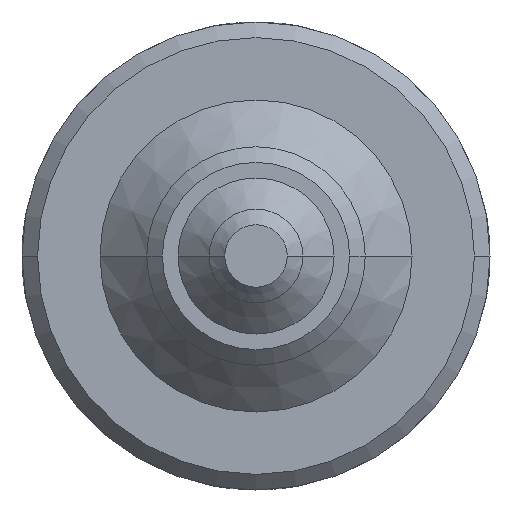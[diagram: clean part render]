
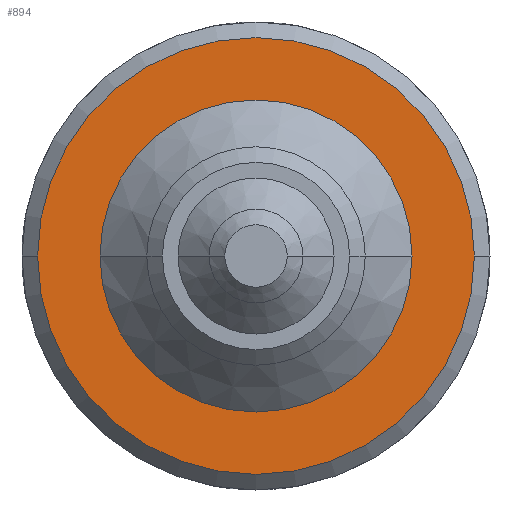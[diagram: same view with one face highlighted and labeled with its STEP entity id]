
A CAD part, front view. The second image highlights one B-rep face of the part: STEP entity #894.
In plain terms, the highlighted planar face has unit normal (0, -1, 0).
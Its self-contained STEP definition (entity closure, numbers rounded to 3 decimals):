
#1=CARTESIAN_POINT('',(0.,0.,0.));
#2=DIRECTION('',(0.,-1.,0.));
#3=DIRECTION('',(1.,0.,0.));
#4=AXIS2_PLACEMENT_3D('',#1,#2,#3);
#6=CARTESIAN_POINT('',(0.,0.,0.));
#7=DIRECTION('',(0.,-1.,0.));
#8=DIRECTION('',(-1.,0.,0.));
#9=AXIS2_PLACEMENT_3D('',#6,#7,#8);
#11=CARTESIAN_POINT('',(0.,0.,0.));
#12=DIRECTION('',(0.,-1.,0.));
#13=DIRECTION('',(-1.,0.,0.));
#14=AXIS2_PLACEMENT_3D('',#11,#12,#13);
#16=CARTESIAN_POINT('',(0.,0.,0.));
#17=DIRECTION('',(0.,-1.,0.));
#18=DIRECTION('',(1.,0.,0.));
#19=AXIS2_PLACEMENT_3D('',#16,#17,#18);
#845=CARTESIAN_POINT('',(10.,0.,0.));
#846=CARTESIAN_POINT('',(-10.,0.,0.));
#847=VERTEX_POINT('',#845);
#848=VERTEX_POINT('',#846);
#853=CARTESIAN_POINT('',(-14.,0.,0.));
#854=CARTESIAN_POINT('',(14.,0.,0.));
#855=VERTEX_POINT('',#853);
#856=VERTEX_POINT('',#854);
#877=CARTESIAN_POINT('',(0.,0.,0.));
#878=DIRECTION('',(0.,1.,0.));
#879=DIRECTION('',(1.,0.,0.));
#880=AXIS2_PLACEMENT_3D('',#877,#878,#879);
#881=PLANE('',#880);
#883=ORIENTED_EDGE('',*,*,#882,.F.);
#885=ORIENTED_EDGE('',*,*,#884,.F.);
#886=EDGE_LOOP('',(#883,#885));
#887=FACE_OUTER_BOUND('',#886,.F.);
#889=ORIENTED_EDGE('',*,*,#888,.T.);
#891=ORIENTED_EDGE('',*,*,#890,.T.);
#892=EDGE_LOOP('',(#889,#891));
#893=FACE_BOUND('',#892,.F.);
#894=ADVANCED_FACE('',(#887,#893),#881,.F.);
#5=CIRCLE('',#4,10.);
#10=CIRCLE('',#9,10.);
#15=CIRCLE('',#14,14.);
#20=CIRCLE('',#19,14.);
#882=EDGE_CURVE('',#855,#856,#15,.T.);
#884=EDGE_CURVE('',#856,#855,#20,.T.);
#888=EDGE_CURVE('',#847,#848,#5,.T.);
#890=EDGE_CURVE('',#848,#847,#10,.T.);
